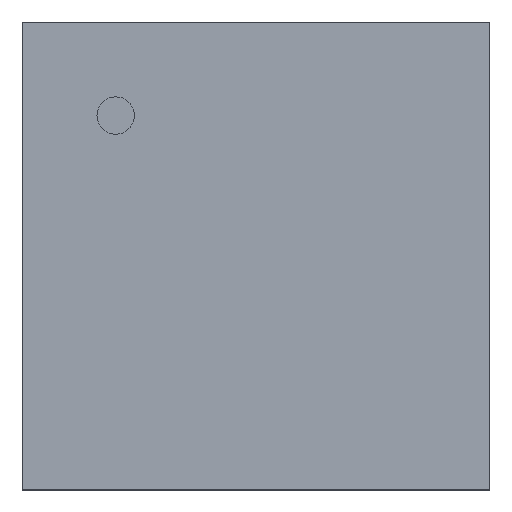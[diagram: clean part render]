
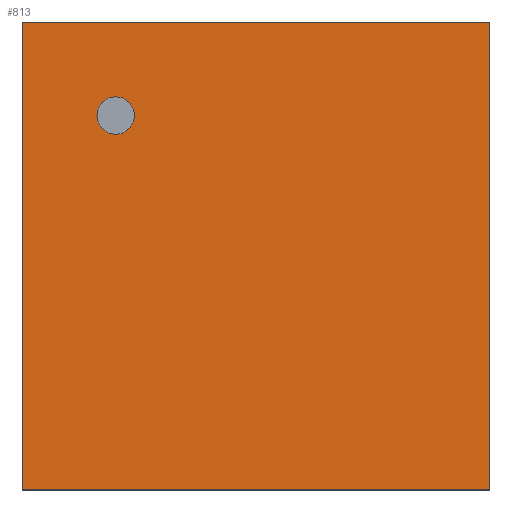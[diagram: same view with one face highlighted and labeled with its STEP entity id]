
A CAD part, top view. The second image highlights one B-rep face of the part: STEP entity #813.
In plain terms, the highlighted planar face has unit normal (0, 0, 1).
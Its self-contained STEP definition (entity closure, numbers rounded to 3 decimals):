
#13=DIRECTION('',(0.,0.,1.));
#126=VECTOR('',#127,1.);
#127=DIRECTION('',(1.,0.,0.));
#133=VECTOR('',#134,1.);
#134=DIRECTION('',(0.,-1.,0.));
#342=VERTEX_POINT('',#343);
#343=CARTESIAN_POINT('',(-1.25,1.25,0.78));
#348=VERTEX_POINT('',#349);
#349=CARTESIAN_POINT('',(1.25,1.25,0.78));
#351=ORIENTED_EDGE('',*,*,#352,.F.);
#352=EDGE_CURVE('',#342,#348,#353,.T.);
#353=LINE('',#343,#126);
#360=EDGE_CURVE('',#348,#361,#363,.T.);
#361=VERTEX_POINT('',#362);
#362=CARTESIAN_POINT('',(1.25,-1.25,0.78));
#363=LINE('',#349,#133);
#374=ORIENTED_EDGE('',*,*,#375,.T.);
#375=EDGE_CURVE('',#342,#376,#378,.T.);
#376=VERTEX_POINT('',#377);
#377=CARTESIAN_POINT('',(-1.25,-1.25,0.78));
#378=LINE('',#343,#133);
#389=EDGE_CURVE('',#376,#361,#390,.T.);
#390=LINE('',#377,#126);
#813=ADVANCED_FACE('',(#814,#818),#828,.T.);
#814=FACE_BOUND('',#815,.T.);
#815=EDGE_LOOP('',(#351,#374,#816,#817));
#816=ORIENTED_EDGE('',*,*,#389,.T.);
#817=ORIENTED_EDGE('',*,*,#360,.F.);
#818=FACE_BOUND('',#819,.T.);
#819=EDGE_LOOP('',(#820));
#820=ORIENTED_EDGE('',*,*,#821,.T.);
#821=EDGE_CURVE('',#822,#822,#824,.T.);
#822=VERTEX_POINT('',#823);
#823=CARTESIAN_POINT('',(-0.75,0.65,0.78));
#824=CIRCLE('',#825,0.1);
#825=AXIS2_PLACEMENT_3D('',#826,#827,#134);
#826=CARTESIAN_POINT('',(-0.75,0.75,0.78));
#827=DIRECTION('',(0.,0.,-1.));
#828=PLANE('',#829);
#829=AXIS2_PLACEMENT_3D('',#343,#13,#134);
